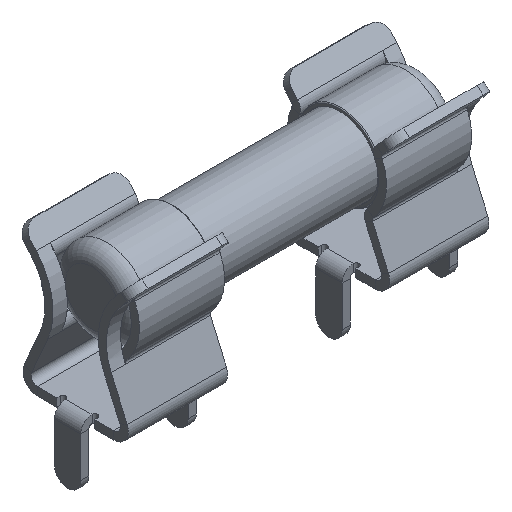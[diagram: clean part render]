
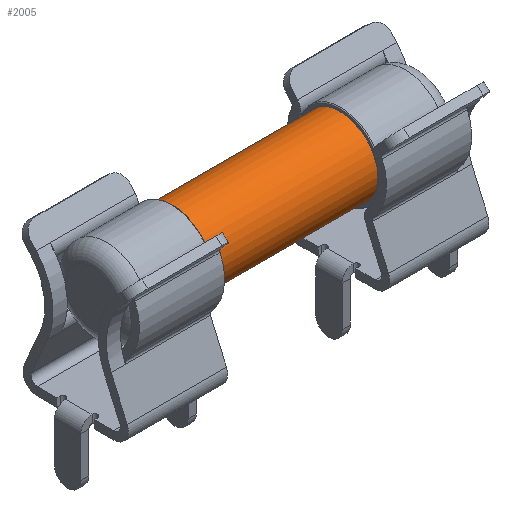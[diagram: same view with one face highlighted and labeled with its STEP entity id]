
A CAD part, isometric view. The second image highlights one B-rep face of the part: STEP entity #2005.
In plain terms, the highlighted cylindrical face has radius 2.35 mm (diameter 4.7 mm), a full revolution.
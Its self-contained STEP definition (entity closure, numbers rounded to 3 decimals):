
#2005=ADVANCED_FACE('',(#3468,#3470),#3472,.T.);
#3468=FACE_OUTER_BOUND('',#3469,.T.);
#3469=EDGE_LOOP('',(#4407));
#3470=FACE_OUTER_BOUND('',#3471,.T.);
#3471=EDGE_LOOP('',(#4408));
#3472=CYLINDRICAL_SURFACE('',#3473,2.35);
#3473=AXIS2_PLACEMENT_3D('',#3474,#3475,#3476);
#3474=CARTESIAN_POINT('',(9.35,0.,0.));
#3475=DIRECTION('',(-1.,0.,0.));
#3476=DIRECTION('',(0.,0.,-1.));
#4407=ORIENTED_EDGE('',*,*,#4873,.T.);
#4408=ORIENTED_EDGE('',*,*,#4874,.F.);
#4873=EDGE_CURVE('',#5571,#5571,#5572,.T.);
#4874=EDGE_CURVE('',#5573,#5573,#5574,.T.);
#5571=VERTEX_POINT('',#7325);
#5572=CIRCLE('',#7326,2.35);
#5573=VERTEX_POINT('',#7330);
#5574=CIRCLE('',#7331,2.35);
#7325=CARTESIAN_POINT('',(9.35,0.,-2.35));
#7326=AXIS2_PLACEMENT_3D('',#7327,#7328,#7329);
#7327=CARTESIAN_POINT('',(9.35,0.,0.));
#7328=DIRECTION('',(-1.,0.,0.));
#7329=DIRECTION('',(0.,0.,-1.));
#7330=CARTESIAN_POINT('',(-9.35,0.,-2.35));
#7331=AXIS2_PLACEMENT_3D('',#7332,#7333,#7334);
#7332=CARTESIAN_POINT('',(-9.35,0.,0.));
#7333=DIRECTION('',(-1.,0.,0.));
#7334=DIRECTION('',(0.,0.,-1.));
